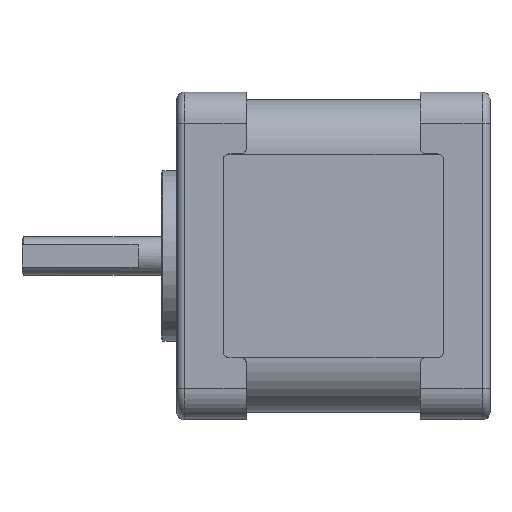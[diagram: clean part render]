
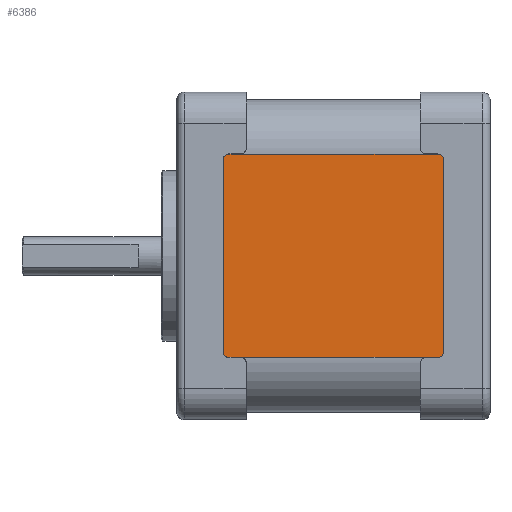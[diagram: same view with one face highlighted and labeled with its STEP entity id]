
A CAD part, top view. The second image highlights one B-rep face of the part: STEP entity #6386.
In plain terms, the highlighted planar face has unit normal (0, 0, 1).
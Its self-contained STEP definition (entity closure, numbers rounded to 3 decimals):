
#1364=DIRECTION('',(0.,-1.,0.));
#1365=VECTOR('',#1364,24.8);
#1366=CARTESIAN_POINT('',(6.,12.4,20.15));
#1367=LINE('',#1366,#1365);
#1413=DIRECTION('',(-1.,0.,0.));
#1414=VECTOR('',#1413,24.);
#1415=CARTESIAN_POINT('',(32.25,13.15,20.15));
#1416=LINE('',#1415,#1414);
#1431=DIRECTION('',(1.,0.,0.));
#1432=VECTOR('',#1431,1.5);
#1433=CARTESIAN_POINT('',(6.75,-13.15,20.15));
#1434=LINE('',#1433,#1432);
#1435=CARTESIAN_POINT('',(6.75,-12.4,20.15));
#1436=DIRECTION('',(0.,0.,1.));
#1437=DIRECTION('',(-1.,0.,0.));
#1438=AXIS2_PLACEMENT_3D('',#1435,#1436,#1437);
#1440=CARTESIAN_POINT('',(6.75,12.4,20.15));
#1441=DIRECTION('',(0.,0.,1.));
#1442=DIRECTION('',(0.,1.,0.));
#1443=AXIS2_PLACEMENT_3D('',#1440,#1441,#1442);
#1445=DIRECTION('',(1.,0.,0.));
#1446=VECTOR('',#1445,1.5);
#1447=CARTESIAN_POINT('',(6.75,13.15,20.15));
#1448=LINE('',#1447,#1446);
#1449=DIRECTION('',(-1.,0.,0.));
#1450=VECTOR('',#1449,1.5);
#1451=CARTESIAN_POINT('',(33.75,13.15,20.15));
#1452=LINE('',#1451,#1450);
#1453=CARTESIAN_POINT('',(33.75,12.4,20.15));
#1454=DIRECTION('',(0.,0.,1.));
#1455=DIRECTION('',(1.,0.,0.));
#1456=AXIS2_PLACEMENT_3D('',#1453,#1454,#1455);
#1458=DIRECTION('',(0.,-1.,0.));
#1459=VECTOR('',#1458,24.8);
#1460=CARTESIAN_POINT('',(34.5,12.4,20.15));
#1461=LINE('',#1460,#1459);
#1462=CARTESIAN_POINT('',(33.75,-12.4,20.15));
#1463=DIRECTION('',(0.,0.,1.));
#1464=DIRECTION('',(0.,-1.,0.));
#1465=AXIS2_PLACEMENT_3D('',#1462,#1463,#1464);
#1467=DIRECTION('',(-1.,0.,0.));
#1468=VECTOR('',#1467,1.5);
#1469=CARTESIAN_POINT('',(33.75,-13.15,20.15));
#1470=LINE('',#1469,#1468);
#1476=DIRECTION('',(1.,0.,0.));
#1477=VECTOR('',#1476,24.);
#1478=CARTESIAN_POINT('',(8.25,-13.15,20.15));
#1479=LINE('',#1478,#1477);
#3376=CARTESIAN_POINT('',(33.75,-13.15,20.15));
#3377=CARTESIAN_POINT('',(34.5,-12.4,20.15));
#3378=VERTEX_POINT('',#3376);
#3379=VERTEX_POINT('',#3377);
#3384=CARTESIAN_POINT('',(34.5,12.4,20.15));
#3386=VERTEX_POINT('',#3384);
#3388=CARTESIAN_POINT('',(33.75,13.15,20.15));
#3389=VERTEX_POINT('',#3388);
#3441=CARTESIAN_POINT('',(32.25,-13.15,20.15));
#3443=VERTEX_POINT('',#3441);
#3452=CARTESIAN_POINT('',(32.25,13.15,20.15));
#3453=VERTEX_POINT('',#3452);
#4168=CARTESIAN_POINT('',(6.,-12.4,20.15));
#4170=VERTEX_POINT('',#4168);
#4172=CARTESIAN_POINT('',(6.75,-13.15,20.15));
#4173=VERTEX_POINT('',#4172);
#4176=CARTESIAN_POINT('',(6.75,13.15,20.15));
#4177=CARTESIAN_POINT('',(6.,12.4,20.15));
#4178=VERTEX_POINT('',#4176);
#4179=VERTEX_POINT('',#4177);
#4236=CARTESIAN_POINT('',(8.25,-13.15,20.15));
#4237=VERTEX_POINT('',#4236);
#4241=CARTESIAN_POINT('',(8.25,13.15,20.15));
#4243=VERTEX_POINT('',#4241);
#6359=CARTESIAN_POINT('',(6.,20.15,20.15));
#6360=DIRECTION('',(0.,0.,1.));
#6361=DIRECTION('',(0.,-1.,0.));
#6362=AXIS2_PLACEMENT_3D('',#6359,#6360,#6361);
#6363=PLANE('',#6362);
#6365=ORIENTED_EDGE('',*,*,#6364,.F.);
#6366=ORIENTED_EDGE('',*,*,#6210,.F.);
#6367=ORIENTED_EDGE('',*,*,#6222,.F.);
#6368=ORIENTED_EDGE('',*,*,#6286,.F.);
#6370=ORIENTED_EDGE('',*,*,#6369,.F.);
#6372=ORIENTED_EDGE('',*,*,#6371,.T.);
#6373=ORIENTED_EDGE('',*,*,#6341,.F.);
#6375=ORIENTED_EDGE('',*,*,#6374,.F.);
#6377=ORIENTED_EDGE('',*,*,#6376,.F.);
#6379=ORIENTED_EDGE('',*,*,#6378,.T.);
#6381=ORIENTED_EDGE('',*,*,#6380,.F.);
#6383=ORIENTED_EDGE('',*,*,#6382,.T.);
#6384=EDGE_LOOP('',(#6365,#6366,#6367,#6368,#6370,#6372,#6373,#6375,#6377,#6379,
#6381,#6383));
#6385=FACE_OUTER_BOUND('',#6384,.F.);
#1439=CIRCLE('',#1438,0.75);
#1444=CIRCLE('',#1443,0.75);
#1457=CIRCLE('',#1456,0.75);
#1466=CIRCLE('',#1465,0.75);
#6210=EDGE_CURVE('',#4173,#4237,#1434,.T.);
#6222=EDGE_CURVE('',#4170,#4173,#1439,.T.);
#6286=EDGE_CURVE('',#4179,#4170,#1367,.T.);
#6341=EDGE_CURVE('',#3453,#4243,#1416,.T.);
#6364=EDGE_CURVE('',#4237,#3443,#1479,.T.);
#6369=EDGE_CURVE('',#4178,#4179,#1444,.T.);
#6371=EDGE_CURVE('',#4178,#4243,#1448,.T.);
#6374=EDGE_CURVE('',#3389,#3453,#1452,.T.);
#6376=EDGE_CURVE('',#3386,#3389,#1457,.T.);
#6378=EDGE_CURVE('',#3386,#3379,#1461,.T.);
#6380=EDGE_CURVE('',#3378,#3379,#1466,.T.);
#6382=EDGE_CURVE('',#3378,#3443,#1470,.T.);
#6386=ADVANCED_FACE('',(#6385),#6363,.T.);
